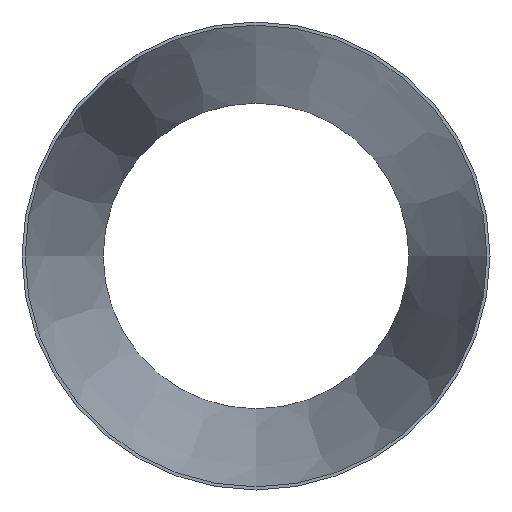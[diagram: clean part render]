
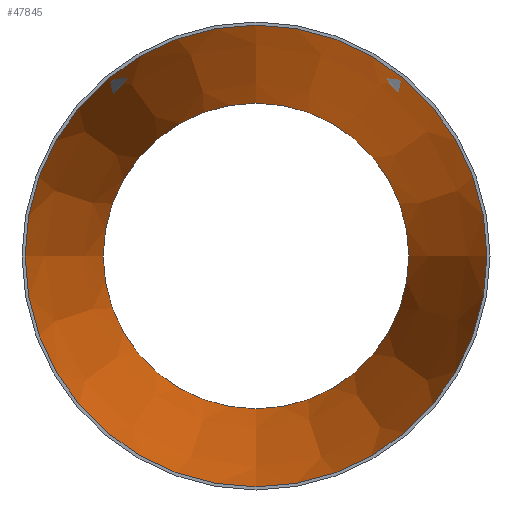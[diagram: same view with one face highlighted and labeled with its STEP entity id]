
A CAD part, front view. The second image highlights one B-rep face of the part: STEP entity #47845.
In plain terms, the highlighted conical face has half-angle 11.31 degrees and reference radius 300.721 mm.
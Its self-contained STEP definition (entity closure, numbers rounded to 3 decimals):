
#262 = FACE_BOUND ( 'NONE', #21228, .T. ) ;
#498 = FACE_OUTER_BOUND ( 'NONE', #30403, .T. ) ;
#766 = CARTESIAN_POINT ( 'NONE',  ( 0., 508., 0. ) ) ;
#2812 = AXIS2_PLACEMENT_3D ( 'NONE', #19999, #31302, #23929 ) ;
#6817 = EDGE_CURVE ( 'NONE', #42632, #42632, #24071, .T. ) ;
#7900 = CIRCLE ( 'NONE', #13437, 199.121 ) ;
#13437 = AXIS2_PLACEMENT_3D ( 'NONE', #766, #26441, #41459 ) ;
#14079 = AXIS2_PLACEMENT_3D ( 'NONE', #19261, #16002, #15770 ) ;
#15770 = DIRECTION ( 'NONE',  ( 0., 0., -1. ) ) ;
#16002 = DIRECTION ( 'NONE',  ( 0., -1., 0. ) ) ;
#19261 = CARTESIAN_POINT ( 'NONE',  ( 0., 0., 0. ) ) ;
#19999 = CARTESIAN_POINT ( 'NONE',  ( 0., 0., 0. ) ) ;
#20613 = ORIENTED_EDGE ( 'NONE', *, *, #40942, .F. ) ;
#21228 = EDGE_LOOP ( 'NONE', ( #20613 ) ) ;
#23929 = DIRECTION ( 'NONE',  ( 0., 0., -1. ) ) ;
#24071 = CIRCLE ( 'NONE', #2812, 300.721 ) ;
#24657 = CARTESIAN_POINT ( 'NONE',  ( 0., 508., -199.121 ) ) ;
#24903 = VERTEX_POINT ( 'NONE', #24657 ) ;
#25887 = CONICAL_SURFACE ( 'NONE', #14079, 300.721, 0.197 ) ;
#26441 = DIRECTION ( 'NONE',  ( 0., -1., 0. ) ) ;
#30403 = EDGE_LOOP ( 'NONE', ( #31743 ) ) ;
#31302 = DIRECTION ( 'NONE',  ( 0., -1., 0. ) ) ;
#31743 = ORIENTED_EDGE ( 'NONE', *, *, #6817, .T. ) ;
#35220 = CARTESIAN_POINT ( 'NONE',  ( 0., 0., -300.721 ) ) ;
#40942 = EDGE_CURVE ( 'NONE', #24903, #24903, #7900, .T. ) ;
#41459 = DIRECTION ( 'NONE',  ( 0., 0., -1. ) ) ;
#42632 = VERTEX_POINT ( 'NONE', #35220 ) ;
#47845 = ADVANCED_FACE ( 'NONE', ( #262, #498 ), #25887, .F. ) ;
